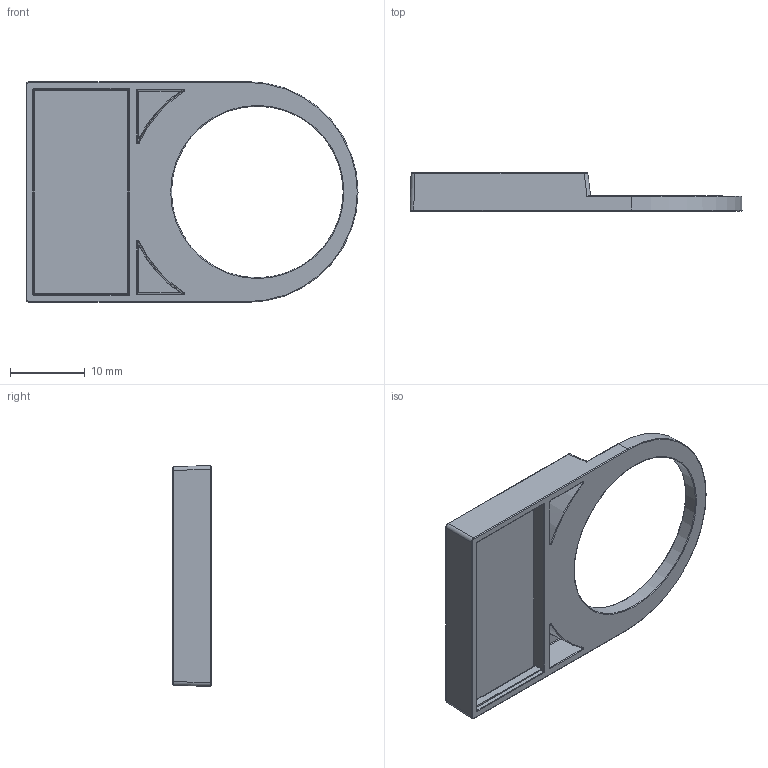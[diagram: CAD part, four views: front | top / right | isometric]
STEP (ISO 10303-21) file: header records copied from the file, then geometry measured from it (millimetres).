
FILE_DESCRIPTION(/* description */ (''),/* implementation_level */ '2;1');
FILE_NAME(/* name */ 'SB-22.MTA.stp',/* time_stamp */ '2024-12-25T13:21:23+07:00',/* author */ ('L0STik'),/* organization */ (''),/* preprocessor_version */ 'ST-DEVELOPER v18.1',/* originating_system */ 'Autodesk Inventor 2021',/* authorisation */ '');
FILE_SCHEMA (('AUTOMOTIVE_DESIGN { 1 0 10303 214 3 1 1 }'));
Length unit declared in the file: millimetre
Products named in the file (3): SB-22.MTA; SB-22.MTA_1; SB-22.MTA_2
Assembly tree (2 placements, depth 2):
  SB-22.MTA
    SB-22.MTA_1
    SB-22.MTA_2
Bounding box: 44.49 x 5.1 x 29.59 mm (x, y, z)
Volume: 1975.7 mm3; surface area: 3147.2 mm2
Topology: 2 solids, 2 shells, 178 faces, 413 edges, 232 vertices
Faces by surface type: cylinder 69, bspline 42, plane 35, torus 18, sphere 10, cone 4
Full cylindrical faces by diameter (mm): 23 x1
Entity records: 6087 total; most frequent: CARTESIAN_POINT 2056, DIRECTION 853, ORIENTED_EDGE 806, EDGE_CURVE 403, AXIS2_PLACEMENT_3D 351, VERTEX_POINT 232, EDGE_LOOP 185, FACE_OUTER_BOUND 178
